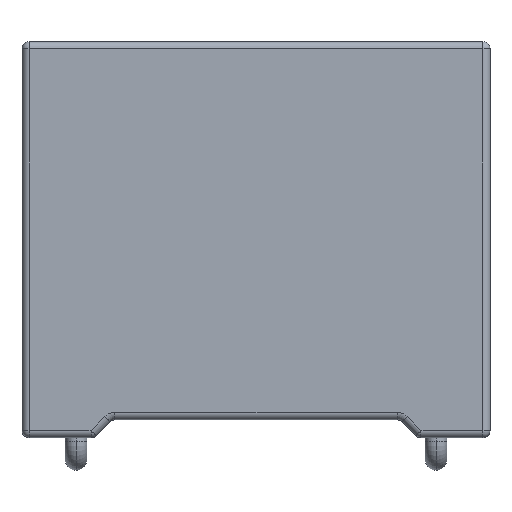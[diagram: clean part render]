
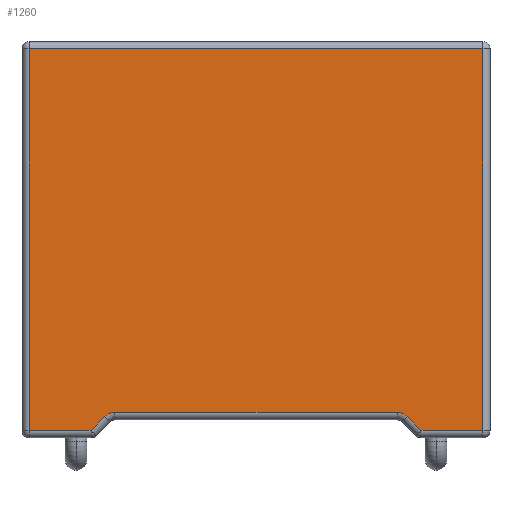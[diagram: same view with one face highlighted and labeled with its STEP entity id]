
A CAD part, top view. The second image highlights one B-rep face of the part: STEP entity #1260.
In plain terms, the highlighted planar face has unit normal (0, 0, 1).
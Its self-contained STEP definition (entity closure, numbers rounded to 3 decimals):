
#21 = CARTESIAN_POINT ( 'NONE',  ( -6.5, 10.8, 2.5 ) ) ;
#55 = VERTEX_POINT ( 'NONE', #895 ) ;
#77 = VERTEX_POINT ( 'NONE', #1507 ) ;
#91 = DIRECTION ( 'NONE',  ( -1., 0., 0. ) ) ;
#142 = DIRECTION ( 'NONE',  ( 1., 0., 0. ) ) ;
#148 = VECTOR ( 'NONE', #1006, 1000. ) ;
#157 = ORIENTED_EDGE ( 'NONE', *, *, #432, .T. ) ;
#179 = EDGE_CURVE ( 'NONE', #1577, #77, #1068, .T. ) ;
#191 = EDGE_CURVE ( 'NONE', #1366, #55, #201, .T. ) ;
#192 = VERTEX_POINT ( 'NONE', #934 ) ;
#201 = LINE ( 'NONE', #1543, #1324 ) ;
#246 = CARTESIAN_POINT ( 'NONE',  ( -6.5, 11., 2.5 ) ) ;
#289 = LINE ( 'NONE', #1464, #1824 ) ;
#297 = ORIENTED_EDGE ( 'NONE', *, *, #1517, .T. ) ;
#307 = CARTESIAN_POINT ( 'NONE',  ( -6.359, 11.141, 2.5 ) ) ;
#311 = EDGE_LOOP ( 'NONE', ( #1770, #1143, #1818, #297, #668, #1675, #573, #1390, #1476, #157 ) ) ;
#325 = EDGE_CURVE ( 'NONE', #429, #427, #561, .T. ) ;
#407 = CARTESIAN_POINT ( 'NONE',  ( -6.3, 0.2, 2.5 ) ) ;
#408 = AXIS2_PLACEMENT_3D ( 'NONE', #246, #680, #1723 ) ;
#417 = CARTESIAN_POINT ( 'NONE',  ( 6.3, 10.8, 2.5 ) ) ;
#427 = VERTEX_POINT ( 'NONE', #417 ) ;
#429 = VERTEX_POINT ( 'NONE', #1168 ) ;
#432 = EDGE_CURVE ( 'NONE', #192, #1866, #1373, .T. ) ;
#464 = VERTEX_POINT ( 'NONE', #1465 ) ;
#479 = CARTESIAN_POINT ( 'NONE',  ( 4.583, 0.2, 2.5 ) ) ;
#532 = PLANE ( 'NONE',  #408 ) ;
#561 = LINE ( 'NONE', #1008, #854 ) ;
#573 = ORIENTED_EDGE ( 'NONE', *, *, #1378, .F. ) ;
#602 = LINE ( 'NONE', #1887, #1347 ) ;
#640 = DIRECTION ( 'NONE',  ( 0., 0., 1. ) ) ;
#668 = ORIENTED_EDGE ( 'NONE', *, *, #191, .T. ) ;
#680 = DIRECTION ( 'NONE',  ( 0., 0., -1. ) ) ;
#720 = CIRCLE ( 'NONE', #1195, 0.4 ) ;
#774 = EDGE_CURVE ( 'NONE', #55, #1444, #920, .T. ) ;
#789 = DIRECTION ( 'NONE',  ( 1., 0., 0. ) ) ;
#841 = CARTESIAN_POINT ( 'NONE',  ( -3.917, 0.7, 2.5 ) ) ;
#854 = VECTOR ( 'NONE', #1155, 1000. ) ;
#858 = LINE ( 'NONE', #21, #1608 ) ;
#863 = AXIS2_PLACEMENT_3D ( 'NONE', #1876, #968, #91 ) ;
#895 = CARTESIAN_POINT ( 'NONE',  ( -4.583, 0.2, 2.5 ) ) ;
#908 = EDGE_CURVE ( 'NONE', #427, #464, #858, .T. ) ;
#920 = LINE ( 'NONE', #1296, #148 ) ;
#934 = CARTESIAN_POINT ( 'NONE',  ( 4.2, 0.583, 2.5 ) ) ;
#968 = DIRECTION ( 'NONE',  ( 0., 0., 1. ) ) ;
#972 = VECTOR ( 'NONE', #1017, 1000. ) ;
#1006 = DIRECTION ( 'NONE',  ( 0.707, 0.707, 0. ) ) ;
#1008 = CARTESIAN_POINT ( 'NONE',  ( 6.3, 11., 2.5 ) ) ;
#1017 = DIRECTION ( 'NONE',  ( 0.707, -0.707, 0. ) ) ;
#1068 = LINE ( 'NONE', #1086, #1780 ) ;
#1086 = CARTESIAN_POINT ( 'NONE',  ( -6.5, 0.7, 2.5 ) ) ;
#1143 = ORIENTED_EDGE ( 'NONE', *, *, #325, .T. ) ;
#1155 = DIRECTION ( 'NONE',  ( 0., 1., 0. ) ) ;
#1168 = CARTESIAN_POINT ( 'NONE',  ( 6.3, 0.2, 2.5 ) ) ;
#1195 = AXIS2_PLACEMENT_3D ( 'NONE', #1540, #640, #1685 ) ;
#1260 = ADVANCED_FACE ( 'NONE', ( #1302 ), #532, .F. ) ;
#1296 = CARTESIAN_POINT ( 'NONE',  ( -0.141, 4.641, 2.5 ) ) ;
#1302 = FACE_OUTER_BOUND ( 'NONE', #311, .T. ) ;
#1324 = VECTOR ( 'NONE', #1388, 1000. ) ;
#1347 = VECTOR ( 'NONE', #1437, 1000. ) ;
#1366 = VERTEX_POINT ( 'NONE', #407 ) ;
#1373 = LINE ( 'NONE', #307, #972 ) ;
#1378 = EDGE_CURVE ( 'NONE', #1577, #1444, #720, .T. ) ;
#1388 = DIRECTION ( 'NONE',  ( 1., 0., 0. ) ) ;
#1390 = ORIENTED_EDGE ( 'NONE', *, *, #179, .T. ) ;
#1437 = DIRECTION ( 'NONE',  ( 0., -1., 0. ) ) ;
#1441 = EDGE_CURVE ( 'NONE', #192, #77, #1850, .T. ) ;
#1444 = VERTEX_POINT ( 'NONE', #1718 ) ;
#1464 = CARTESIAN_POINT ( 'NONE',  ( -6.5, 0.2, 2.5 ) ) ;
#1465 = CARTESIAN_POINT ( 'NONE',  ( -6.3, 10.8, 2.5 ) ) ;
#1476 = ORIENTED_EDGE ( 'NONE', *, *, #1441, .F. ) ;
#1507 = CARTESIAN_POINT ( 'NONE',  ( 3.917, 0.7, 2.5 ) ) ;
#1517 = EDGE_CURVE ( 'NONE', #464, #1366, #602, .T. ) ;
#1540 = CARTESIAN_POINT ( 'NONE',  ( -3.917, 0.3, 2.5 ) ) ;
#1543 = CARTESIAN_POINT ( 'NONE',  ( -6.5, 0.2, 2.5 ) ) ;
#1577 = VERTEX_POINT ( 'NONE', #841 ) ;
#1608 = VECTOR ( 'NONE', #1639, 1000. ) ;
#1639 = DIRECTION ( 'NONE',  ( -1., 0., 0. ) ) ;
#1651 = EDGE_CURVE ( 'NONE', #1866, #429, #289, .T. ) ;
#1675 = ORIENTED_EDGE ( 'NONE', *, *, #774, .T. ) ;
#1685 = DIRECTION ( 'NONE',  ( -1., 0., 0. ) ) ;
#1718 = CARTESIAN_POINT ( 'NONE',  ( -4.2, 0.583, 2.5 ) ) ;
#1723 = DIRECTION ( 'NONE',  ( -1., 0., 0. ) ) ;
#1770 = ORIENTED_EDGE ( 'NONE', *, *, #1651, .T. ) ;
#1780 = VECTOR ( 'NONE', #789, 1000. ) ;
#1818 = ORIENTED_EDGE ( 'NONE', *, *, #908, .T. ) ;
#1824 = VECTOR ( 'NONE', #142, 1000. ) ;
#1850 = CIRCLE ( 'NONE', #863, 0.4 ) ;
#1866 = VERTEX_POINT ( 'NONE', #479 ) ;
#1876 = CARTESIAN_POINT ( 'NONE',  ( 3.917, 0.3, 2.5 ) ) ;
#1887 = CARTESIAN_POINT ( 'NONE',  ( -6.3, 11., 2.5 ) ) ;
